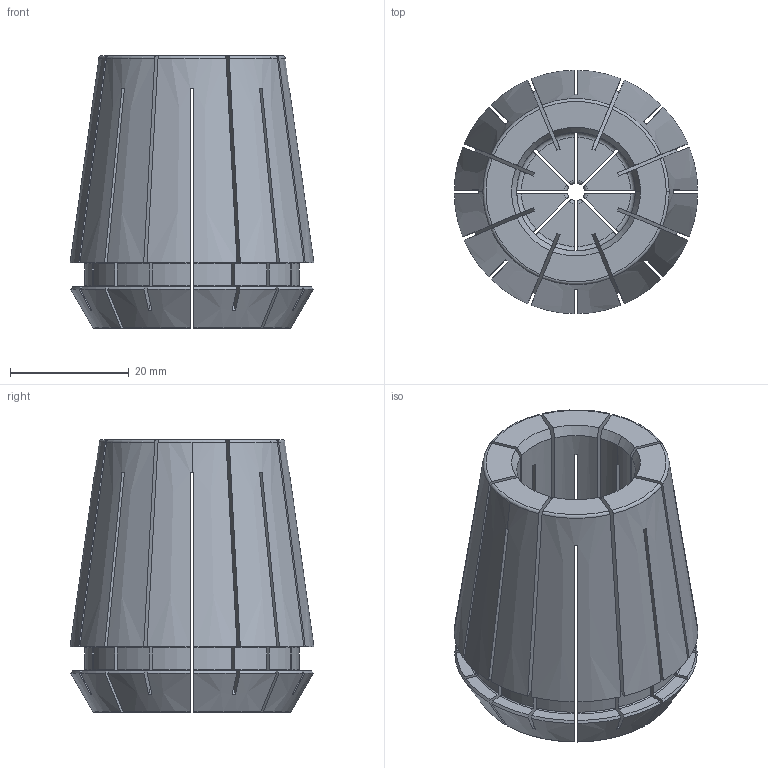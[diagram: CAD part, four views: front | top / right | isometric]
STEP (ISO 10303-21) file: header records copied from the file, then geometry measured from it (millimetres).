
FILE_DESCRIPTION(/* description */ ('Alibre Inc.'),/* implementation_level */ '2;1');
FILE_NAME(/* name */ 'export-7C56338E-CC2B-4E7A-88D7-BF7A3D148CEC',/* time_stamp */ '2022-01-29T16:15:00+01:00',/* author */ (''),/* organization */ (''),/* preprocessor_version */ 'ST-DEVELOPER v17',/* originating_system */ 'Alibre',/* authorisation */ '');
FILE_SCHEMA (('AUTOMOTIVE_DESIGN'));
Length unit declared in the file: millimetre
Products named in the file (1): NOCUT
Bounding box: 41.1 x 41.1 x 46 mm (x, y, z)
Volume: 36341.3 mm3; surface area: 21664.8 mm2
Topology: 1 solids, 1 shells, 276 faces, 818 edges, 542 vertices
Faces by surface type: plane 104, torus 81, cylinder 49, cone 42
Entity records: 11439 total; most frequent: CARTESIAN_POINT 4580, ORIENTED_EDGE 1636, DIRECTION 1176, EDGE_CURVE 818, VERTEX_POINT 542, AXIS2_PLACEMENT_3D 531, VECTOR 299, LINE 299
